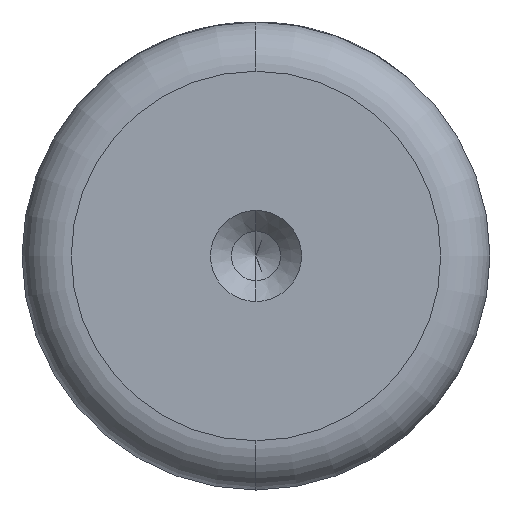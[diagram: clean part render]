
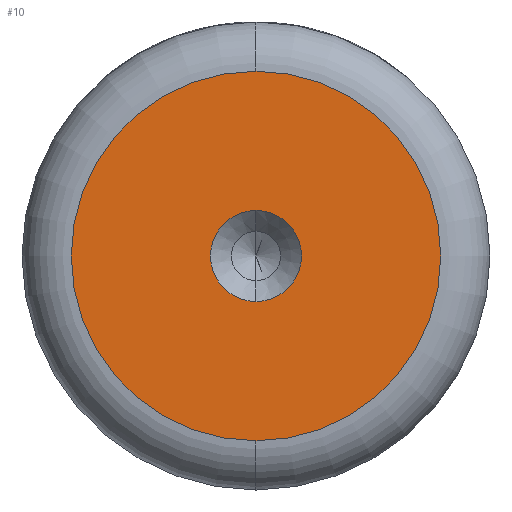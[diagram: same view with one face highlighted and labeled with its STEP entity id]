
A CAD part, left-side view. The second image highlights one B-rep face of the part: STEP entity #10.
In plain terms, the highlighted planar face has unit normal (-1, 0, 0).
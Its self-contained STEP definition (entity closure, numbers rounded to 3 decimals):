
#10 = ADVANCED_FACE ( 'NONE', ( #168, #212 ), #259, .T. ) ;
#49 = DIRECTION ( 'NONE',  ( -1., 0., 0. ) ) ;
#90 = DIRECTION ( 'NONE',  ( 0., 0., 1. ) ) ;
#108 = EDGE_LOOP ( 'NONE', ( #802, #1024 ) ) ;
#138 = CARTESIAN_POINT ( 'NONE',  ( 0., 0., -1.85 ) ) ;
#151 = EDGE_CURVE ( 'NONE', #344, #386, #582, .T. ) ;
#168 = FACE_BOUND ( 'NONE', #108, .T. ) ;
#201 = DIRECTION ( 'NONE',  ( -1., 0., 0. ) ) ;
#212 = FACE_OUTER_BOUND ( 'NONE', #554, .T. ) ;
#213 = ORIENTED_EDGE ( 'NONE', *, *, #151, .T. ) ;
#234 = CIRCLE ( 'NONE', #1066, 1.85 ) ;
#237 = EDGE_CURVE ( 'NONE', #1249, #304, #496, .T. ) ;
#240 = EDGE_CURVE ( 'NONE', #386, #344, #314, .T. ) ;
#259 = PLANE ( 'NONE',  #793 ) ;
#279 = CARTESIAN_POINT ( 'NONE',  ( 0., 0., 0. ) ) ;
#304 = VERTEX_POINT ( 'NONE', #138 ) ;
#314 = CIRCLE ( 'NONE', #1050, 7.5 ) ;
#344 = VERTEX_POINT ( 'NONE', #1121 ) ;
#366 = CARTESIAN_POINT ( 'NONE',  ( 0., 0., 1.85 ) ) ;
#386 = VERTEX_POINT ( 'NONE', #1142 ) ;
#394 = DIRECTION ( 'NONE',  ( 0., 0., 1. ) ) ;
#437 = CARTESIAN_POINT ( 'NONE',  ( 0., 0., 0. ) ) ;
#496 = CIRCLE ( 'NONE', #1059, 1.85 ) ;
#548 = DIRECTION ( 'NONE',  ( 0., 0., 1. ) ) ;
#554 = EDGE_LOOP ( 'NONE', ( #213, #943 ) ) ;
#582 = CIRCLE ( 'NONE', #1218, 7.5 ) ;
#703 = DIRECTION ( 'NONE',  ( 0., 0., 1. ) ) ;
#746 = DIRECTION ( 'NONE',  ( -1., 0., 0. ) ) ;
#793 = AXIS2_PLACEMENT_3D ( 'NONE', #810, #49, #703 ) ;
#797 = EDGE_CURVE ( 'NONE', #304, #1249, #234, .T. ) ;
#802 = ORIENTED_EDGE ( 'NONE', *, *, #237, .F. ) ;
#810 = CARTESIAN_POINT ( 'NONE',  ( 0., 0., 0. ) ) ;
#838 = CARTESIAN_POINT ( 'NONE',  ( 0., 0., 0. ) ) ;
#931 = DIRECTION ( 'NONE',  ( 0., 0., 1. ) ) ;
#943 = ORIENTED_EDGE ( 'NONE', *, *, #240, .T. ) ;
#993 = DIRECTION ( 'NONE',  ( -1., 0., 0. ) ) ;
#1024 = ORIENTED_EDGE ( 'NONE', *, *, #797, .F. ) ;
#1050 = AXIS2_PLACEMENT_3D ( 'NONE', #437, #1156, #548 ) ;
#1059 = AXIS2_PLACEMENT_3D ( 'NONE', #838, #201, #931 ) ;
#1066 = AXIS2_PLACEMENT_3D ( 'NONE', #1348, #746, #90 ) ;
#1121 = CARTESIAN_POINT ( 'NONE',  ( 0., 0., 7.5 ) ) ;
#1142 = CARTESIAN_POINT ( 'NONE',  ( 0., 0., -7.5 ) ) ;
#1156 = DIRECTION ( 'NONE',  ( -1., 0., 0. ) ) ;
#1218 = AXIS2_PLACEMENT_3D ( 'NONE', #279, #993, #394 ) ;
#1249 = VERTEX_POINT ( 'NONE', #366 ) ;
#1348 = CARTESIAN_POINT ( 'NONE',  ( 0., 0., 0. ) ) ;
